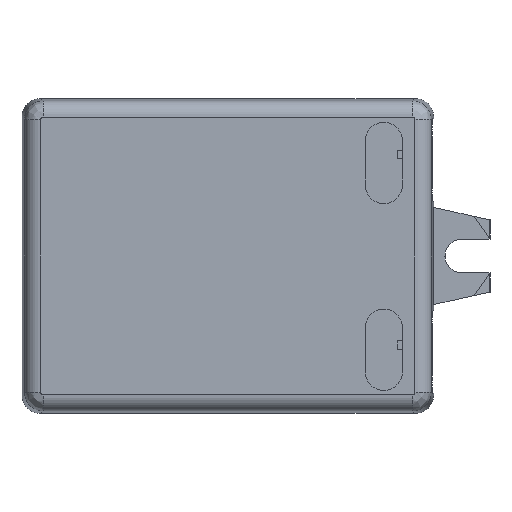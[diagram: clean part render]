
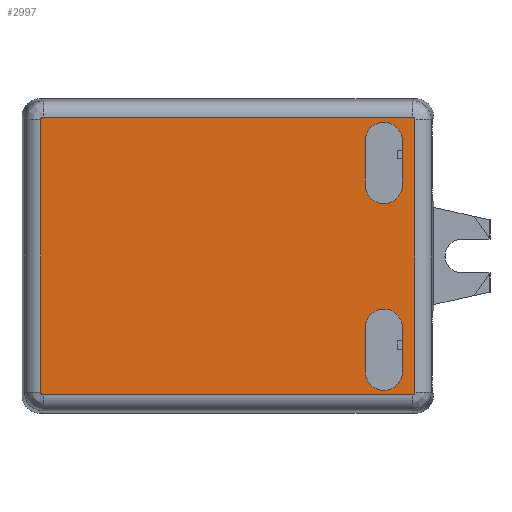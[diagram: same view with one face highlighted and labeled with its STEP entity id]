
A CAD part, front view. The second image highlights one B-rep face of the part: STEP entity #2997.
In plain terms, the highlighted planar face has unit normal (0, -1, 0).
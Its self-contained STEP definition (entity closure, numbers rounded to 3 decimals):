
#14=CARTESIAN_POINT('',(22.936,0.,16.936));
#15=DIRECTION('',(0.,1.,0.));
#16=DIRECTION('',(0.,0.,1.));
#17=AXIS2_PLACEMENT_3D('',#14,#15,#16);
#23=CARTESIAN_POINT('',(22.936,0.,-16.936));
#24=DIRECTION('',(0.,1.,0.));
#25=DIRECTION('',(1.,0.,0.));
#26=AXIS2_PLACEMENT_3D('',#23,#24,#25);
#31=CARTESIAN_POINT('',(-22.936,0.,-16.936));
#32=DIRECTION('',(0.,1.,0.));
#33=DIRECTION('',(0.,0.,-1.));
#34=AXIS2_PLACEMENT_3D('',#31,#32,#33);
#39=CARTESIAN_POINT('',(-22.936,0.,16.936));
#40=DIRECTION('',(0.,1.,0.));
#41=DIRECTION('',(-1.,0.,0.));
#42=AXIS2_PLACEMENT_3D('',#39,#40,#41);
#47=CARTESIAN_POINT('',(19.37,0.,-8.89));
#48=DIRECTION('',(0.,-1.,0.));
#49=DIRECTION('',(1.,0.,0.));
#50=AXIS2_PLACEMENT_3D('',#47,#48,#49);
#55=CARTESIAN_POINT('',(19.37,0.,-14.39));
#56=DIRECTION('',(0.,-1.,0.));
#57=DIRECTION('',(-1.,0.,0.));
#58=AXIS2_PLACEMENT_3D('',#55,#56,#57);
#63=CARTESIAN_POINT('',(19.37,0.,8.81));
#64=DIRECTION('',(0.,-1.,0.));
#65=DIRECTION('',(-1.,0.,0.));
#66=AXIS2_PLACEMENT_3D('',#63,#64,#65);
#71=CARTESIAN_POINT('',(19.37,0.,14.31));
#72=DIRECTION('',(0.,-1.,0.));
#73=DIRECTION('',(1.,0.,0.));
#74=AXIS2_PLACEMENT_3D('',#71,#72,#73);
#79=DIRECTION('',(-1.,0.,0.));
#80=VECTOR('',#79,45.871);
#81=CARTESIAN_POINT('',(22.936,0.,17.236));
#82=LINE('',#81,#80);
#102=DIRECTION('',(0.,0.,-1.));
#103=VECTOR('',#102,33.871);
#104=CARTESIAN_POINT('',(-23.236,0.,16.936));
#105=LINE('',#104,#103);
#125=DIRECTION('',(1.,0.,0.));
#126=VECTOR('',#125,45.871);
#127=CARTESIAN_POINT('',(-22.936,0.,
-17.236));
#128=LINE('',#127,#126);
#148=DIRECTION('',(0.,0.,1.));
#149=VECTOR('',#148,33.871);
#150=CARTESIAN_POINT('',(23.236,0.,-16.936));
#151=LINE('',#150,#149);
#1622=DIRECTION('',(0.,0.,-1.));
#1623=VECTOR('',#1622,5.5);
#1624=CARTESIAN_POINT('',(21.67,0.,-8.89));
#1625=LINE('',#1624,#1623);
#1643=DIRECTION('',(0.,0.,1.));
#1644=VECTOR('',#1643,5.5);
#1645=CARTESIAN_POINT('',(17.07,0.,-14.39));
#1646=LINE('',#1645,#1644);
#1678=DIRECTION('',(0.,0.,1.));
#1679=VECTOR('',#1678,5.5);
#1680=CARTESIAN_POINT('',(17.07,0.,8.81));
#1681=LINE('',#1680,#1679);
#1706=DIRECTION('',(0.,0.,-1.));
#1707=VECTOR('',#1706,5.5);
#1708=CARTESIAN_POINT('',(21.67,0.,14.31));
#1709=LINE('',#1708,#1707);
#2535=CARTESIAN_POINT('',(22.936,0.,17.236));
#2536=CARTESIAN_POINT('',(23.236,0.,16.936));
#2537=VERTEX_POINT('',#2535);
#2538=VERTEX_POINT('',#2536);
#2539=CARTESIAN_POINT('',(23.236,0.,
-16.936));
#2540=VERTEX_POINT('',#2539);
#2541=CARTESIAN_POINT('',(22.936,0.,
-17.236));
#2542=VERTEX_POINT('',#2541);
#2543=CARTESIAN_POINT('',(-22.936,0.,
-17.236));
#2544=VERTEX_POINT('',#2543);
#2545=CARTESIAN_POINT('',(-23.236,0.,
-16.936));
#2546=VERTEX_POINT('',#2545);
#2547=CARTESIAN_POINT('',(-23.236,0.,
16.936));
#2548=VERTEX_POINT('',#2547);
#2549=CARTESIAN_POINT('',(-22.936,0.,
17.236));
#2550=VERTEX_POINT('',#2549);
#2551=CARTESIAN_POINT('',(21.67,0.,-8.89));
#2552=CARTESIAN_POINT('',(21.67,0.,-14.39));
#2553=VERTEX_POINT('',#2551);
#2554=VERTEX_POINT('',#2552);
#2555=CARTESIAN_POINT('',(17.07,0.,-8.89));
#2556=VERTEX_POINT('',#2555);
#2557=CARTESIAN_POINT('',(17.07,0.,-14.39));
#2558=VERTEX_POINT('',#2557);
#2559=CARTESIAN_POINT('',(17.07,0.,8.81));
#2560=CARTESIAN_POINT('',(21.67,0.,8.81));
#2561=VERTEX_POINT('',#2559);
#2562=VERTEX_POINT('',#2560);
#2563=CARTESIAN_POINT('',(21.67,0.,14.31));
#2564=VERTEX_POINT('',#2563);
#2565=CARTESIAN_POINT('',(17.07,0.,14.31));
#2566=VERTEX_POINT('',#2565);
#2954=CARTESIAN_POINT('',(0.,0.,0.));
#2955=DIRECTION('',(0.,1.,0.));
#2956=DIRECTION('',(1.,0.,0.));
#2957=AXIS2_PLACEMENT_3D('',#2954,#2955,#2956);
#2958=PLANE('',#2957);
#2960=ORIENTED_EDGE('',*,*,#2959,.T.);
#2962=ORIENTED_EDGE('',*,*,#2961,.F.);
#2964=ORIENTED_EDGE('',*,*,#2963,.T.);
#2966=ORIENTED_EDGE('',*,*,#2965,.F.);
#2968=ORIENTED_EDGE('',*,*,#2967,.T.);
#2970=ORIENTED_EDGE('',*,*,#2969,.F.);
#2972=ORIENTED_EDGE('',*,*,#2971,.T.);
#2974=ORIENTED_EDGE('',*,*,#2973,.F.);
#2975=EDGE_LOOP('',(#2960,#2962,#2964,#2966,#2968,#2970,#2972,#2974));
#2976=FACE_OUTER_BOUND('',#2975,.F.);
#2978=ORIENTED_EDGE('',*,*,#2977,.F.);
#2980=ORIENTED_EDGE('',*,*,#2979,.T.);
#2982=ORIENTED_EDGE('',*,*,#2981,.F.);
#2984=ORIENTED_EDGE('',*,*,#2983,.T.);
#2985=EDGE_LOOP('',(#2978,#2980,#2982,#2984));
#2986=FACE_BOUND('',#2985,.F.);
#2988=ORIENTED_EDGE('',*,*,#2987,.T.);
#2990=ORIENTED_EDGE('',*,*,#2989,.F.);
#2992=ORIENTED_EDGE('',*,*,#2991,.T.);
#2994=ORIENTED_EDGE('',*,*,#2993,.F.);
#2995=EDGE_LOOP('',(#2988,#2990,#2992,#2994));
#2996=FACE_BOUND('',#2995,.F.);
#2997=ADVANCED_FACE('',(#2976,#2986,#2996),#2958,.F.);
#18=CIRCLE('',#17,0.3);
#27=CIRCLE('',#26,0.3);
#35=CIRCLE('',#34,0.3);
#43=CIRCLE('',#42,0.3);
#51=CIRCLE('',#50,2.3);
#59=CIRCLE('',#58,2.3);
#67=CIRCLE('',#66,2.3);
#75=CIRCLE('',#74,2.3);
#2959=EDGE_CURVE('',#2537,#2538,#18,.T.);
#2961=EDGE_CURVE('',#2540,#2538,#151,.T.);
#2963=EDGE_CURVE('',#2540,#2542,#27,.T.);
#2965=EDGE_CURVE('',#2544,#2542,#128,.T.);
#2967=EDGE_CURVE('',#2544,#2546,#35,.T.);
#2969=EDGE_CURVE('',#2548,#2546,#105,.T.);
#2971=EDGE_CURVE('',#2548,#2550,#43,.T.);
#2973=EDGE_CURVE('',#2537,#2550,#82,.T.);
#2977=EDGE_CURVE('',#2553,#2554,#1625,.T.);
#2979=EDGE_CURVE('',#2553,#2556,#51,.T.);
#2981=EDGE_CURVE('',#2558,#2556,#1646,.T.);
#2983=EDGE_CURVE('',#2558,#2554,#59,.T.);
#2987=EDGE_CURVE('',#2561,#2562,#67,.T.);
#2989=EDGE_CURVE('',#2564,#2562,#1709,.T.);
#2991=EDGE_CURVE('',#2564,#2566,#75,.T.);
#2993=EDGE_CURVE('',#2561,#2566,#1681,.T.);
